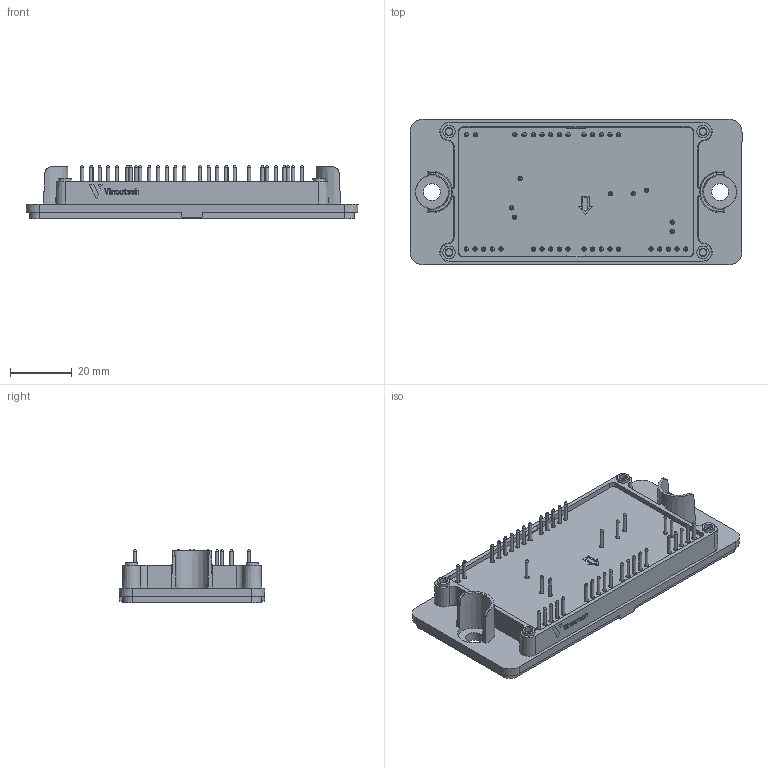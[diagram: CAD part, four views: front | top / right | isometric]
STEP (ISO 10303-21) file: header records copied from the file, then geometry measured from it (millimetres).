
FILE_DESCRIPTION(/* description */ ('Unknown'),/* implementation_level */ '2;1');
FILE_NAME(/* name */ 'Flow2-4T13W-LQ00(420)-01-OL',/* time_stamp */ '2019-11-06T11:21:56+01:00',/* author */ ('Unknown'),/* organization */ ('Unknown'),/* preprocessor_version */ 'ST-DEVELOPER v16.7',/* originating_system */ 'DEX',/* authorisation */ $);
FILE_SCHEMA (('AUTOMOTIVE_DESIGN {1 0 10303 214 3 1 1}'));
Length unit declared in the file: millimetre
Products named in the file (1): Flow2-4T13W-LQ00-OL
Bounding box: 107.2 x 47 x 17.18 mm (x, y, z)
Volume: 44506.5 mm3; surface area: 19412.2 mm2
Topology: 13 solids, 18 shells, 1000 faces, 2687 edges, 1768 vertices
Faces by surface type: plane 539, cylinder 163, cone 157, bspline 109, torus 32
Full cylindrical faces by diameter (mm): 1 x42, 1.4 x42, 2.25 x4, 2.55 x4, 3 x4, 5.5 x2
Entity records: 39313 total; most frequent: CARTESIAN_POINT 9886, ORIENTED_EDGE 4954, DIRECTION 4479, EDGE_CURVE 2477, VERTEX_POINT 1709, AXIS2_PLACEMENT_3D 1604, EDGE_LOOP 1294, FACE_BOUND 1294
